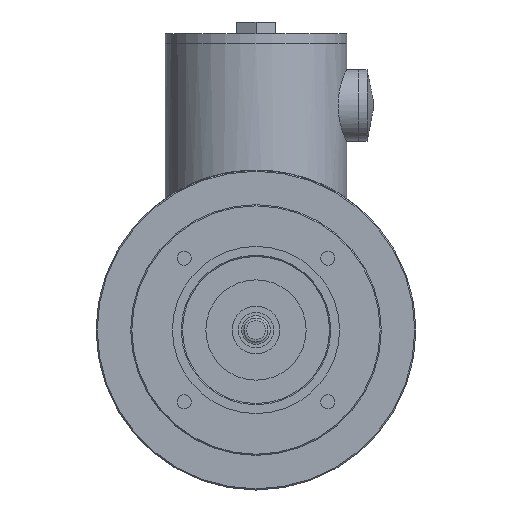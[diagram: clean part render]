
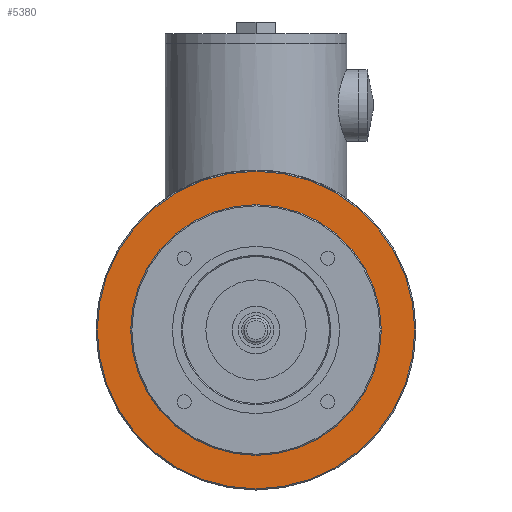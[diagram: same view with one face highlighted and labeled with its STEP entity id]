
A CAD part, left-side view. The second image highlights one B-rep face of the part: STEP entity #5380.
In plain terms, the highlighted planar face has unit normal (-1, 0, 0).
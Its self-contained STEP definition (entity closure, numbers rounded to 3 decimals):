
#5380=ADVANCED_FACE('', (#5390,#5400), #5410, .T.);
#19390=AXIS2_PLACEMENT_3D('Ax2Pl3d', #19400, #19410, #19420);
#19430=AXIS2_PLACEMENT_3D('Ax2Pl3d', #19440, #19450, #19460);
#19470=AXIS2_PLACEMENT_3D('Ax2Pl3d', #19480, #19490, #19500);
#19400=CARTESIAN_POINT('HicPkt', (-6.,0.,
0.));
#73730=CARTESIAN_POINT('', (-6.,66.5,0.));
#19440=CARTESIAN_POINT('HicPkt', (-6.,66.5,0.));
#19480=CARTESIAN_POINT('HicPkt', (-6.,0.,
0.));
#73740=CARTESIAN_POINT('', (-6.,52.5,0.));
#76340=CIRCLE('Circle', #19390, 66.5);
#76350=CIRCLE('Circle', #19470, 52.5);
#19410=DIRECTION('Axis', (1.,0.,0.));
#19420=DIRECTION('RefDirection', (0.,0.,-1.));
#19450=DIRECTION('Axis', (-1.,0.,
0.));
#19460=DIRECTION('RefDirection', (0.,
0.,-1.));
#19490=DIRECTION('Axis', (1.,0.,0.));
#19500=DIRECTION('RefDirection', (0.,0.,-1.));
#95080=EDGE_CURVE('', #95090, #95090, #76340, .T.);
#95100=EDGE_CURVE('', #95110, #95110, #76350, .T.);
#104550=EDGE_LOOP('Edge_loop', (#104560));
#104570=EDGE_LOOP('Edge_loop', (#104580));
#5400=FACE_BOUND('', #104570, .T.);
#5390=FACE_OUTER_BOUND('Face_outer_bound', #104550, .T.);
#104560=ORIENTED_EDGE('', *, *, #95080, .F.);
#104580=ORIENTED_EDGE('', *, *, #95100, .T.);
#5410=PLANE('Plane', #19430);
#95090=VERTEX_POINT('', #73730);
#95110=VERTEX_POINT('', #73740);
